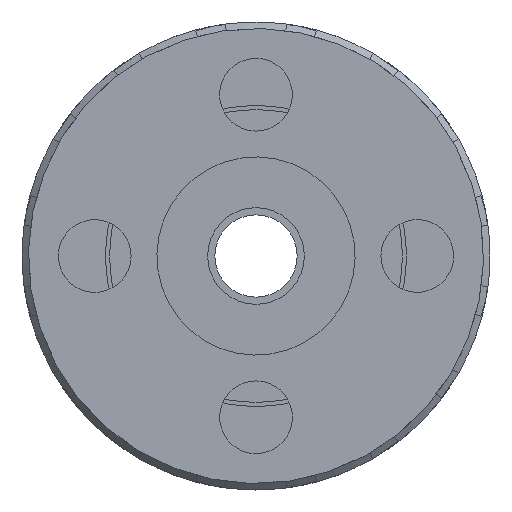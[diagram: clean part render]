
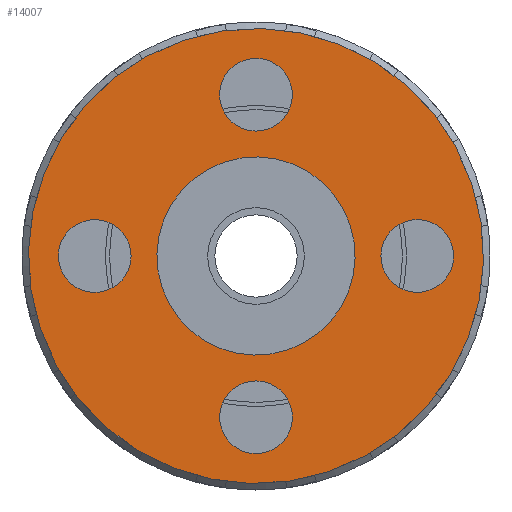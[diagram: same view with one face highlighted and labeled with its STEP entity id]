
A CAD part, front view. The second image highlights one B-rep face of the part: STEP entity #14007.
In plain terms, the highlighted face is planar.
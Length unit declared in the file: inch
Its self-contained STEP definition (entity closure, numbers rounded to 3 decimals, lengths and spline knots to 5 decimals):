
#13752=CARTESIAN_POINT('',(1.64705,-0.14862,0.));
#13753=VERTEX_POINT('',#13752);
#13754=CARTESIAN_POINT('',(1.375,0.0,0.0));
#13755=DIRECTION('',(0.0,0.0,-1.0));
#13756=DIRECTION('',(1.0,0.0,0.0));
#13757=AXIS2_PLACEMENT_3D('',#13754,#13755,#13756);
#13758=CIRCLE('',#13757,0.31);
#13759=EDGE_CURVE('',#13753,#13753,#13758,.T.);
#13769=CARTESIAN_POINT('',(0.93009,1.70251,0.0));
#13770=VERTEX_POINT('',#13769);
#13771=CARTESIAN_POINT('',(0.0,0.0,0.));
#13772=DIRECTION('',(0.0,0.0,-1.0));
#13773=DIRECTION('',(1.0,0.0,0.0));
#13774=AXIS2_PLACEMENT_3D('',#13771,#13772,#13773);
#13775=CIRCLE('',#13774,1.94);
#13776=EDGE_CURVE('',#13770,#13770,#13775,.T.);
#13948=CARTESIAN_POINT('',(0.40511,0.74156,0.0));
#13949=VERTEX_POINT('',#13948);
#13950=CARTESIAN_POINT('',(0.0,0.0,0.0));
#13951=DIRECTION('',(0.0,0.0,-1.0));
#13952=DIRECTION('',(1.0,0.0,0.0));
#13953=AXIS2_PLACEMENT_3D('',#13950,#13951,#13952);
#13954=CIRCLE('',#13953,0.845);
#13955=EDGE_CURVE('',#13949,#13949,#13954,.T.);
#13960=CARTESIAN_POINT('',(0.0,0.845,0.0));
#13961=DIRECTION('',(0.0,0.0,-1.0));
#13962=DIRECTION('',(-1.0,0.0,0.0));
#13963=AXIS2_PLACEMENT_3D('',#13960,#13961,#13962);
#13964=PLANE('',#13963);
#13965=ORIENTED_EDGE('',*,*,#13776,.T.);
#13966=EDGE_LOOP('',(#13965));
#13967=FACE_OUTER_BOUND('',#13966,.T.);
#13968=ORIENTED_EDGE('',*,*,#13759,.F.);
#13969=EDGE_LOOP('',(#13968));
#13970=FACE_BOUND('',#13969,.T.);
#13971=ORIENTED_EDGE('',*,*,#13955,.F.);
#13972=EDGE_LOOP('',(#13971));
#13973=FACE_BOUND('',#13972,.T.);
#13974=CARTESIAN_POINT('',(-0.14862,-1.64705,0.));
#13975=VERTEX_POINT('',#13974);
#13976=CARTESIAN_POINT('',(0.,-1.375,0.0));
#13977=DIRECTION('',(0.0,0.0,-1.0));
#13978=DIRECTION('',(1.0,0.0,0.0));
#13979=AXIS2_PLACEMENT_3D('',#13976,#13977,#13978);
#13980=CIRCLE('',#13979,0.31);
#13981=EDGE_CURVE('',#13975,#13975,#13980,.T.);
#13982=ORIENTED_EDGE('',*,*,#13981,.F.);
#13983=EDGE_LOOP('',(#13982));
#13984=FACE_BOUND('',#13983,.T.);
#13985=CARTESIAN_POINT('',(-1.64705,0.14862,0.));
#13986=VERTEX_POINT('',#13985);
#13987=CARTESIAN_POINT('',(-1.375,0.,0.0));
#13988=DIRECTION('',(0.0,0.0,-1.0));
#13989=DIRECTION('',(1.0,0.0,0.0));
#13990=AXIS2_PLACEMENT_3D('',#13987,#13988,#13989);
#13991=CIRCLE('',#13990,0.31);
#13992=EDGE_CURVE('',#13986,#13986,#13991,.T.);
#13993=ORIENTED_EDGE('',*,*,#13992,.F.);
#13994=EDGE_LOOP('',(#13993));
#13995=FACE_BOUND('',#13994,.T.);
#13996=CARTESIAN_POINT('',(0.14862,1.64705,0.));
#13997=VERTEX_POINT('',#13996);
#13998=CARTESIAN_POINT('',(0.,1.375,0.0));
#13999=DIRECTION('',(0.0,0.0,-1.0));
#14000=DIRECTION('',(1.0,0.0,0.0));
#14001=AXIS2_PLACEMENT_3D('',#13998,#13999,#14000);
#14002=CIRCLE('',#14001,0.31);
#14003=EDGE_CURVE('',#13997,#13997,#14002,.T.);
#14004=ORIENTED_EDGE('',*,*,#14003,.F.);
#14005=EDGE_LOOP('',(#14004));
#14006=FACE_BOUND('',#14005,.T.);
#14007=ADVANCED_FACE('',(#13967,#13970,#13973,#13984,#13995,#14006),#13964,.T.);
